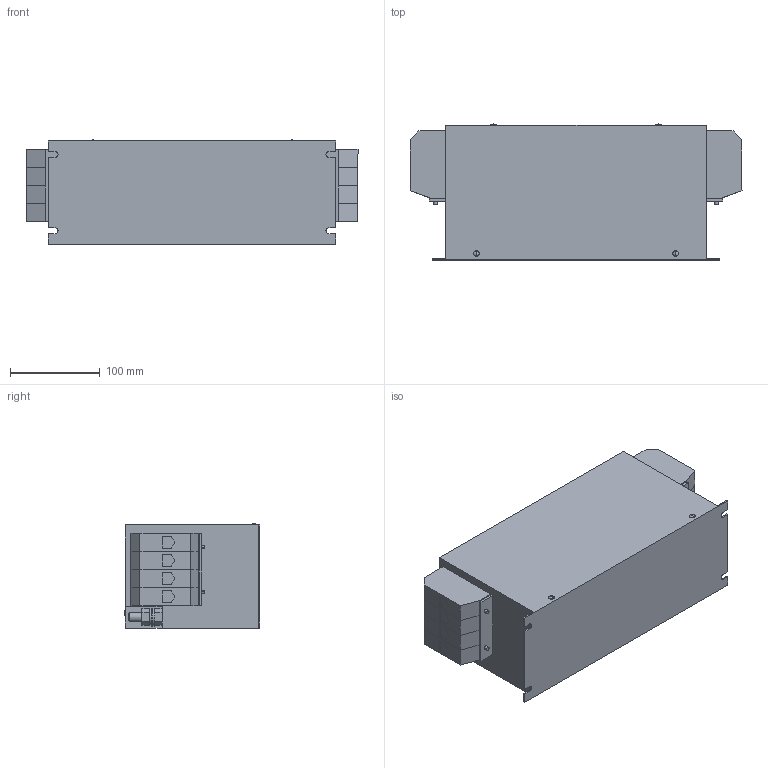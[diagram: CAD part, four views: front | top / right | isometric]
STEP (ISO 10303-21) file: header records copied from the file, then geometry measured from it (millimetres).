
FILE_DESCRIPTION (( 'STEP AP214' ), '1' );
FILE_NAME ('194715.STEP', '2024-03-21T13:52:59', ( '' ), ( '' ), 'SwSTEP 2.0', 'SolidWorks 2022', '' );
FILE_SCHEMA (( 'AUTOMOTIVE_DESIGN' ));
Length unit declared in the file: millimetre
Products named in the file (1): 194715
Bounding box: 369.8 x 151.47 x 116.47 mm (x, y, z)
Volume: 5438411.6 mm3; surface area: 231775.9 mm2
Topology: 1 solids, 17 shells, 431 faces, 1004 edges, 654 vertices
Faces by surface type: plane 327, cylinder 92, sphere 8, cone 4
Entity records: 12200 total; most frequent: DIRECTION 2092, CARTESIAN_POINT 2090, ORIENTED_EDGE 2008, EDGE_CURVE 1004, LINE 780, VECTOR 780, AXIS2_PLACEMENT_3D 656, VERTEX_POINT 654
